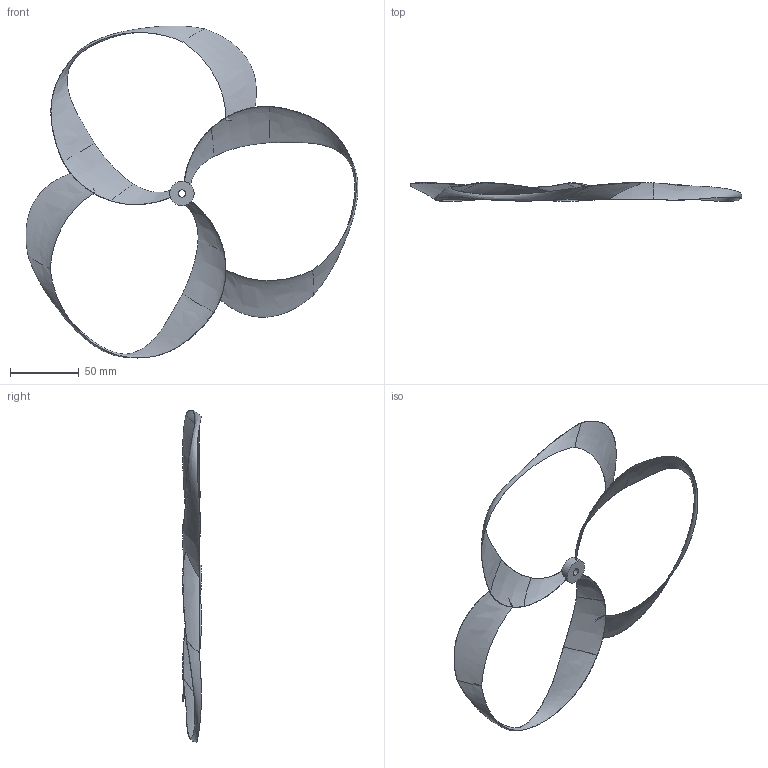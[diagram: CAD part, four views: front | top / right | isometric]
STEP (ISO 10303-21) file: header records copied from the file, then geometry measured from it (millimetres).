
FILE_DESCRIPTION (( 'STEP AP203' ), '1' );
FILE_NAME ('Solidworks_TurboFan_Eclipse.STEP', '2025-09-15T21:38:26', ( '' ), ( '' ), 'SwSTEP 2.0', 'SolidWorks 2023', '' );
FILE_SCHEMA (( 'CONFIG_CONTROL_DESIGN' ));
Length unit declared in the file: inch
Products named in the file (1): Solidworks_TurboFan_Eclipse
Bounding box: 241.95 x 13.63 x 242.03 mm (x, y, z)
Volume: 15456.8 mm3; surface area: 34987.6 mm2
Topology: 1 solids, 1 shells, 30 faces, 69 edges, 38 vertices
Faces by surface type: bspline 24, cylinder 4, plane 2
Entity records: 12751 total; most frequent: CARTESIAN_POINT 12177, ORIENTED_EDGE 132, EDGE_CURVE 66, B_SPLINE_CURVE_WITH_KNOTS 54, EDGE_LOOP 38, VERTEX_POINT 38, DIRECTION 34, ADVANCED_FACE 30
